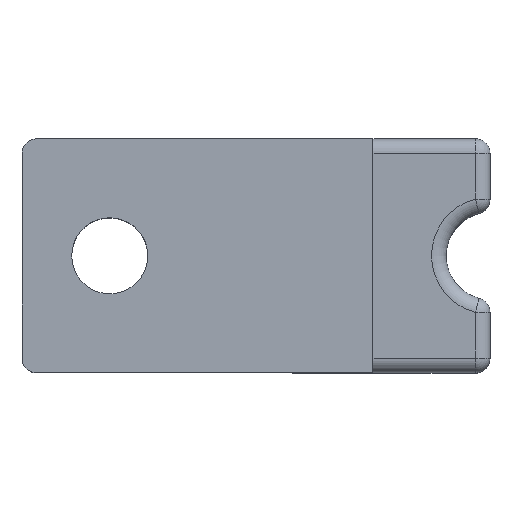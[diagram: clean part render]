
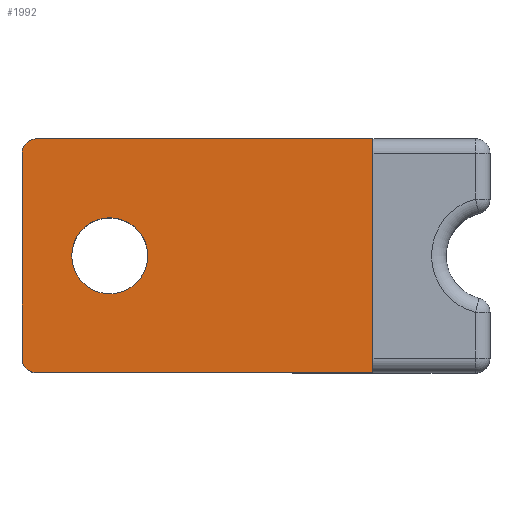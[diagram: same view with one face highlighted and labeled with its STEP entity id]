
A CAD part, top view. The second image highlights one B-rep face of the part: STEP entity #1992.
In plain terms, the highlighted planar face has unit normal (0, 0, 1).
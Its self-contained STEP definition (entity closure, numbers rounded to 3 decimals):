
#270 = PLANE('',#271);
#271 = AXIS2_PLACEMENT_3D('',#272,#273,#274);
#272 = CARTESIAN_POINT('',(53.692,-13.5,-4.692));
#273 = DIRECTION('',(0.,1.,0.));
#274 = DIRECTION('',(0.,0.,1.));
#364 = PLANE('',#365);
#365 = AXIS2_PLACEMENT_3D('',#366,#367,#368);
#366 = CARTESIAN_POINT('',(53.692,-29.5,-4.692));
#367 = DIRECTION('',(-0.,-1.,-0.));
#368 = DIRECTION('',(0.,0.,-1.));
#895 = EDGE_CURVE('',#896,#898,#900,.T.);
#896 = VERTEX_POINT('',#897);
#897 = CARTESIAN_POINT('',(35.,-13.5,0.));
#898 = VERTEX_POINT('',#899);
#899 = CARTESIAN_POINT('',(58.,-13.5,0.));
#900 = SURFACE_CURVE('',#901,(#905,#912),.PCURVE_S1.);
#901 = LINE('',#902,#903);
#902 = CARTESIAN_POINT('',(34.,-13.5,0.));
#903 = VECTOR('',#904,1.);
#904 = DIRECTION('',(1.,0.,0.));
#905 = PCURVE('',#270,#906);
#906 = DEFINITIONAL_REPRESENTATION('',(#907),#911);
#907 = LINE('',#908,#909);
#908 = CARTESIAN_POINT('',(4.692,-19.692));
#909 = VECTOR('',#910,1.);
#910 = DIRECTION('',(0.,1.));
#911 = ( GEOMETRIC_REPRESENTATION_CONTEXT(2) 
PARAMETRIC_REPRESENTATION_CONTEXT() REPRESENTATION_CONTEXT('2D SPACE',''
  ) );
#912 = PCURVE('',#913,#918);
#913 = PLANE('',#914);
#914 = AXIS2_PLACEMENT_3D('',#915,#916,#917);
#915 = CARTESIAN_POINT('',(34.,-29.5,0.));
#916 = DIRECTION('',(0.,0.,1.));
#917 = DIRECTION('',(1.,0.,0.));
#918 = DEFINITIONAL_REPRESENTATION('',(#919),#923);
#919 = LINE('',#920,#921);
#920 = CARTESIAN_POINT('',(0.,16.));
#921 = VECTOR('',#922,1.);
#922 = DIRECTION('',(1.,0.));
#923 = ( GEOMETRIC_REPRESENTATION_CONTEXT(2) 
PARAMETRIC_REPRESENTATION_CONTEXT() REPRESENTATION_CONTEXT('2D SPACE',''
  ) );
#941 = PLANE('',#942);
#942 = AXIS2_PLACEMENT_3D('',#943,#944,#945);
#943 = CARTESIAN_POINT('',(58.,-29.5,-17.));
#944 = DIRECTION('',(1.,0.,0.));
#945 = DIRECTION('',(0.,0.,1.));
#1069 = CYLINDRICAL_SURFACE('',#1070,1.);
#1070 = AXIS2_PLACEMENT_3D('',#1071,#1072,#1073);
#1071 = CARTESIAN_POINT('',(35.,-14.5,-4.));
#1072 = DIRECTION('',(0.,0.,1.));
#1073 = DIRECTION('',(0.,1.,0.));
#1115 = VERTEX_POINT('',#1116);
#1116 = CARTESIAN_POINT('',(58.,-29.5,0.));
#1139 = EDGE_CURVE('',#1140,#1115,#1142,.T.);
#1140 = VERTEX_POINT('',#1141);
#1141 = CARTESIAN_POINT('',(35.,-29.5,0.));
#1142 = SURFACE_CURVE('',#1143,(#1147,#1154),.PCURVE_S1.);
#1143 = LINE('',#1144,#1145);
#1144 = CARTESIAN_POINT('',(34.,-29.5,0.));
#1145 = VECTOR('',#1146,1.);
#1146 = DIRECTION('',(1.,0.,0.));
#1147 = PCURVE('',#364,#1148);
#1148 = DEFINITIONAL_REPRESENTATION('',(#1149),#1153);
#1149 = LINE('',#1150,#1151);
#1150 = CARTESIAN_POINT('',(-4.692,-19.692));
#1151 = VECTOR('',#1152,1.);
#1152 = DIRECTION('',(0.,1.));
#1153 = ( GEOMETRIC_REPRESENTATION_CONTEXT(2) 
PARAMETRIC_REPRESENTATION_CONTEXT() REPRESENTATION_CONTEXT('2D SPACE',''
  ) );
#1154 = PCURVE('',#913,#1155);
#1155 = DEFINITIONAL_REPRESENTATION('',(#1156),#1160);
#1156 = LINE('',#1157,#1158);
#1157 = CARTESIAN_POINT('',(0.,0.));
#1158 = VECTOR('',#1159,1.);
#1159 = DIRECTION('',(1.,0.));
#1160 = ( GEOMETRIC_REPRESENTATION_CONTEXT(2) 
PARAMETRIC_REPRESENTATION_CONTEXT() REPRESENTATION_CONTEXT('2D SPACE',''
  ) );
#1178 = CYLINDRICAL_SURFACE('',#1179,1.);
#1179 = AXIS2_PLACEMENT_3D('',#1180,#1181,#1182);
#1180 = CARTESIAN_POINT('',(35.,-28.5,-4.));
#1181 = DIRECTION('',(0.,0.,1.));
#1182 = DIRECTION('',(0.,-1.,0.));
#1623 = PLANE('',#1624);
#1624 = AXIS2_PLACEMENT_3D('',#1625,#1626,#1627);
#1625 = CARTESIAN_POINT('',(34.,-21.5,-4.538));
#1626 = DIRECTION('',(-1.,-0.,-0.));
#1627 = DIRECTION('',(0.,0.,-1.));
#1992 = ADVANCED_FACE('',(#1993,#2089),#913,.T.);
#1993 = FACE_BOUND('',#1994,.T.);
#1994 = EDGE_LOOP('',(#1995,#2020,#2046,#2047,#2066,#2067));
#1995 = ORIENTED_EDGE('',*,*,#1996,.F.);
#1996 = EDGE_CURVE('',#1997,#1999,#2001,.T.);
#1997 = VERTEX_POINT('',#1998);
#1998 = CARTESIAN_POINT('',(34.,-28.5,0.));
#1999 = VERTEX_POINT('',#2000);
#2000 = CARTESIAN_POINT('',(34.,-14.5,0.));
#2001 = SURFACE_CURVE('',#2002,(#2006,#2013),.PCURVE_S1.);
#2002 = LINE('',#2003,#2004);
#2003 = CARTESIAN_POINT('',(34.,-29.5,0.));
#2004 = VECTOR('',#2005,1.);
#2005 = DIRECTION('',(0.,1.,0.));
#2006 = PCURVE('',#913,#2007);
#2007 = DEFINITIONAL_REPRESENTATION('',(#2008),#2012);
#2008 = LINE('',#2009,#2010);
#2009 = CARTESIAN_POINT('',(0.,0.));
#2010 = VECTOR('',#2011,1.);
#2011 = DIRECTION('',(0.,1.));
#2012 = ( GEOMETRIC_REPRESENTATION_CONTEXT(2) 
PARAMETRIC_REPRESENTATION_CONTEXT() REPRESENTATION_CONTEXT('2D SPACE',''
  ) );
#2013 = PCURVE('',#1623,#2014);
#2014 = DEFINITIONAL_REPRESENTATION('',(#2015),#2019);
#2015 = LINE('',#2016,#2017);
#2016 = CARTESIAN_POINT('',(-4.538,8.));
#2017 = VECTOR('',#2018,1.);
#2018 = DIRECTION('',(0.,-1.));
#2019 = ( GEOMETRIC_REPRESENTATION_CONTEXT(2) 
PARAMETRIC_REPRESENTATION_CONTEXT() REPRESENTATION_CONTEXT('2D SPACE',''
  ) );
#2020 = ORIENTED_EDGE('',*,*,#2021,.F.);
#2021 = EDGE_CURVE('',#1140,#1997,#2022,.T.);
#2022 = SURFACE_CURVE('',#2023,(#2028,#2039),.PCURVE_S1.);
#2023 = CIRCLE('',#2024,1.);
#2024 = AXIS2_PLACEMENT_3D('',#2025,#2026,#2027);
#2025 = CARTESIAN_POINT('',(35.,-28.5,0.));
#2026 = DIRECTION('',(-0.,-0.,-1.));
#2027 = DIRECTION('',(0.,-1.,0.));
#2028 = PCURVE('',#913,#2029);
#2029 = DEFINITIONAL_REPRESENTATION('',(#2030),#2038);
#2030 = ( BOUNDED_CURVE() B_SPLINE_CURVE(2,(#2031,#2032,#2033,#2034,
#2035,#2036,#2037),.UNSPECIFIED.,.T.,.F.) B_SPLINE_CURVE_WITH_KNOTS((1,2
    ,2,2,2,1),(-2.094,0.,2.094,4.189,
6.283,8.378),.UNSPECIFIED.) CURVE() 
GEOMETRIC_REPRESENTATION_ITEM() RATIONAL_B_SPLINE_CURVE((1.,0.5,1.,0.5,
1.,0.5,1.)) REPRESENTATION_ITEM('') );
#2031 = CARTESIAN_POINT('',(1.,0.));
#2032 = CARTESIAN_POINT('',(-0.732,0.));
#2033 = CARTESIAN_POINT('',(0.134,1.5));
#2034 = CARTESIAN_POINT('',(1.,3.));
#2035 = CARTESIAN_POINT('',(1.866,1.5));
#2036 = CARTESIAN_POINT('',(2.732,0.));
#2037 = CARTESIAN_POINT('',(1.,0.));
#2038 = ( GEOMETRIC_REPRESENTATION_CONTEXT(2) 
PARAMETRIC_REPRESENTATION_CONTEXT() REPRESENTATION_CONTEXT('2D SPACE',''
  ) );
#2039 = PCURVE('',#1178,#2040);
#2040 = DEFINITIONAL_REPRESENTATION('',(#2041),#2045);
#2041 = LINE('',#2042,#2043);
#2042 = CARTESIAN_POINT('',(-0.,4.));
#2043 = VECTOR('',#2044,1.);
#2044 = DIRECTION('',(-1.,0.));
#2045 = ( GEOMETRIC_REPRESENTATION_CONTEXT(2) 
PARAMETRIC_REPRESENTATION_CONTEXT() REPRESENTATION_CONTEXT('2D SPACE',''
  ) );
#2046 = ORIENTED_EDGE('',*,*,#1139,.T.);
#2047 = ORIENTED_EDGE('',*,*,#2048,.F.);
#2048 = EDGE_CURVE('',#898,#1115,#2049,.T.);
#2049 = SURFACE_CURVE('',#2050,(#2054,#2060),.PCURVE_S1.);
#2050 = LINE('',#2051,#2052);
#2051 = CARTESIAN_POINT('',(58.,-29.5,0.));
#2052 = VECTOR('',#2053,1.);
#2053 = DIRECTION('',(0.,-1.,0.));
#2054 = PCURVE('',#913,#2055);
#2055 = DEFINITIONAL_REPRESENTATION('',(#2056),#2059);
#2056 = B_SPLINE_CURVE_WITH_KNOTS('',1,(#2057,#2058),.UNSPECIFIED.,.F.,
  .F.,(2,2),(-16.,0.),.PIECEWISE_BEZIER_KNOTS.);
#2057 = CARTESIAN_POINT('',(24.,16.));
#2058 = CARTESIAN_POINT('',(24.,0.));
#2059 = ( GEOMETRIC_REPRESENTATION_CONTEXT(2) 
PARAMETRIC_REPRESENTATION_CONTEXT() REPRESENTATION_CONTEXT('2D SPACE',''
  ) );
#2060 = PCURVE('',#941,#2061);
#2061 = DEFINITIONAL_REPRESENTATION('',(#2062),#2065);
#2062 = B_SPLINE_CURVE_WITH_KNOTS('',1,(#2063,#2064),.UNSPECIFIED.,.F.,
  .F.,(2,2),(-16.,0.),.PIECEWISE_BEZIER_KNOTS.);
#2063 = CARTESIAN_POINT('',(17.,-16.));
#2064 = CARTESIAN_POINT('',(17.,0.));
#2065 = ( GEOMETRIC_REPRESENTATION_CONTEXT(2) 
PARAMETRIC_REPRESENTATION_CONTEXT() REPRESENTATION_CONTEXT('2D SPACE',''
  ) );
#2066 = ORIENTED_EDGE('',*,*,#895,.F.);
#2067 = ORIENTED_EDGE('',*,*,#2068,.T.);
#2068 = EDGE_CURVE('',#896,#1999,#2069,.T.);
#2069 = SURFACE_CURVE('',#2070,(#2075,#2082),.PCURVE_S1.);
#2070 = CIRCLE('',#2071,1.);
#2071 = AXIS2_PLACEMENT_3D('',#2072,#2073,#2074);
#2072 = CARTESIAN_POINT('',(35.,-14.5,0.));
#2073 = DIRECTION('',(0.,0.,1.));
#2074 = DIRECTION('',(0.,-1.,0.));
#2075 = PCURVE('',#913,#2076);
#2076 = DEFINITIONAL_REPRESENTATION('',(#2077),#2081);
#2077 = CIRCLE('',#2078,1.);
#2078 = AXIS2_PLACEMENT_2D('',#2079,#2080);
#2079 = CARTESIAN_POINT('',(1.,15.));
#2080 = DIRECTION('',(0.,-1.));
#2081 = ( GEOMETRIC_REPRESENTATION_CONTEXT(2) 
PARAMETRIC_REPRESENTATION_CONTEXT() REPRESENTATION_CONTEXT('2D SPACE',''
  ) );
#2082 = PCURVE('',#1069,#2083);
#2083 = DEFINITIONAL_REPRESENTATION('',(#2084),#2088);
#2084 = LINE('',#2085,#2086);
#2085 = CARTESIAN_POINT('',(-3.142,4.));
#2086 = VECTOR('',#2087,1.);
#2087 = DIRECTION('',(1.,0.));
#2088 = ( GEOMETRIC_REPRESENTATION_CONTEXT(2) 
PARAMETRIC_REPRESENTATION_CONTEXT() REPRESENTATION_CONTEXT('2D SPACE',''
  ) );
#2089 = FACE_BOUND('',#2090,.T.);
#2090 = EDGE_LOOP('',(#2091));
#2091 = ORIENTED_EDGE('',*,*,#2092,.F.);
#2092 = EDGE_CURVE('',#2093,#2093,#2095,.T.);
#2093 = VERTEX_POINT('',#2094);
#2094 = CARTESIAN_POINT('',(42.6,-21.5,0.));
#2095 = SURFACE_CURVE('',#2096,(#2101,#2108),.PCURVE_S1.);
#2096 = CIRCLE('',#2097,2.6);
#2097 = AXIS2_PLACEMENT_3D('',#2098,#2099,#2100);
#2098 = CARTESIAN_POINT('',(40.,-21.5,0.));
#2099 = DIRECTION('',(0.,0.,1.));
#2100 = DIRECTION('',(1.,0.,0.));
#2101 = PCURVE('',#913,#2102);
#2102 = DEFINITIONAL_REPRESENTATION('',(#2103),#2107);
#2103 = CIRCLE('',#2104,2.6);
#2104 = AXIS2_PLACEMENT_2D('',#2105,#2106);
#2105 = CARTESIAN_POINT('',(6.,8.));
#2106 = DIRECTION('',(1.,0.));
#2107 = ( GEOMETRIC_REPRESENTATION_CONTEXT(2) 
PARAMETRIC_REPRESENTATION_CONTEXT() REPRESENTATION_CONTEXT('2D SPACE',''
  ) );
#2108 = PCURVE('',#2109,#2114);
#2109 = CYLINDRICAL_SURFACE('',#2110,2.6);
#2110 = AXIS2_PLACEMENT_3D('',#2111,#2112,#2113);
#2111 = CARTESIAN_POINT('',(40.,-21.5,-13.));
#2112 = DIRECTION('',(0.,0.,1.));
#2113 = DIRECTION('',(1.,0.,0.));
#2114 = DEFINITIONAL_REPRESENTATION('',(#2115),#2119);
#2115 = LINE('',#2116,#2117);
#2116 = CARTESIAN_POINT('',(0.,13.));
#2117 = VECTOR('',#2118,1.);
#2118 = DIRECTION('',(1.,0.));
#2119 = ( GEOMETRIC_REPRESENTATION_CONTEXT(2) 
PARAMETRIC_REPRESENTATION_CONTEXT() REPRESENTATION_CONTEXT('2D SPACE',''
  ) );
